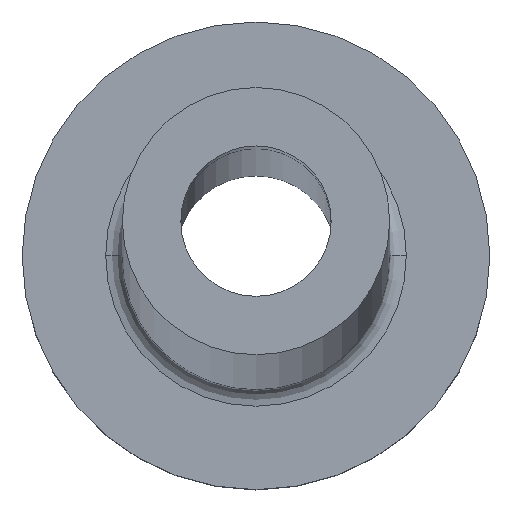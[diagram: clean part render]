
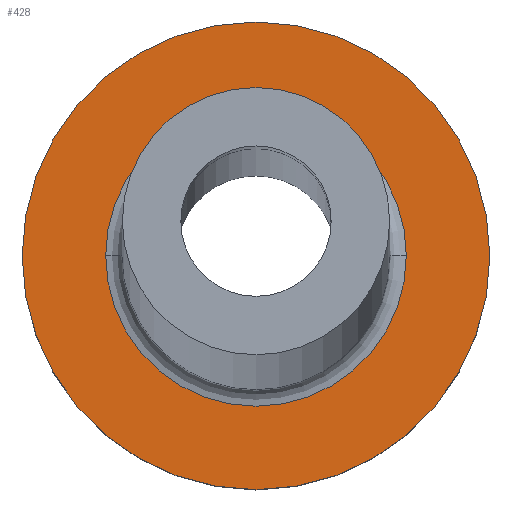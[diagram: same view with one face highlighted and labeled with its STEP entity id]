
A CAD part, top view. The second image highlights one B-rep face of the part: STEP entity #428.
In plain terms, the highlighted planar face has unit normal (0, 0, 1).
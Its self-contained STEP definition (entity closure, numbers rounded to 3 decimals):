
#23 = CIRCLE ( 'NONE', #326, 4.5 ) ;
#51 = FACE_OUTER_BOUND ( 'NONE', #200, .T. ) ;
#82 = EDGE_CURVE ( 'NONE', #378, #283, #363, .T. ) ;
#88 = CARTESIAN_POINT ( 'NONE',  ( 0., 0., 5. ) ) ;
#111 = CARTESIAN_POINT ( 'NONE',  ( 0., 0., 5. ) ) ;
#123 = PLANE ( 'NONE',  #192 ) ;
#128 = DIRECTION ( 'NONE',  ( 0., 0., -1. ) ) ;
#136 = DIRECTION ( 'NONE',  ( 0., 0., 1. ) ) ;
#155 = CARTESIAN_POINT ( 'NONE',  ( -4.5, 0., 5. ) ) ;
#156 = CIRCLE ( 'NONE', #264, 7. ) ;
#158 = AXIS2_PLACEMENT_3D ( 'NONE', #174, #321, #278 ) ;
#163 = CARTESIAN_POINT ( 'NONE',  ( 0., 0., 5. ) ) ;
#173 = VERTEX_POINT ( 'NONE', #155 ) ;
#174 = CARTESIAN_POINT ( 'NONE',  ( 0., 0., 5. ) ) ;
#175 = ORIENTED_EDGE ( 'NONE', *, *, #430, .T. ) ;
#182 = CARTESIAN_POINT ( 'NONE',  ( 7., 0., 5. ) ) ;
#192 = AXIS2_PLACEMENT_3D ( 'NONE', #88, #343, #276 ) ;
#196 = DIRECTION ( 'NONE',  ( 1., 0., 0. ) ) ;
#200 = EDGE_LOOP ( 'NONE', ( #240, #396 ) ) ;
#235 = VERTEX_POINT ( 'NONE', #367 ) ;
#240 = ORIENTED_EDGE ( 'NONE', *, *, #82, .T. ) ;
#264 = AXIS2_PLACEMENT_3D ( 'NONE', #163, #136, #443 ) ;
#268 = CARTESIAN_POINT ( 'NONE',  ( 0., 0., 5. ) ) ;
#276 = DIRECTION ( 'NONE',  ( 1., 0., 0. ) ) ;
#278 = DIRECTION ( 'NONE',  ( 1., 0., 0. ) ) ;
#283 = VERTEX_POINT ( 'NONE', #182 ) ;
#292 = CIRCLE ( 'NONE', #455, 4.5 ) ;
#296 = EDGE_CURVE ( 'NONE', #235, #173, #23, .T. ) ;
#306 = FACE_BOUND ( 'NONE', #333, .T. ) ;
#308 = CARTESIAN_POINT ( 'NONE',  ( -7., 0., 5. ) ) ;
#321 = DIRECTION ( 'NONE',  ( 0., 0., 1. ) ) ;
#326 = AXIS2_PLACEMENT_3D ( 'NONE', #111, #401, #196 ) ;
#333 = EDGE_LOOP ( 'NONE', ( #416, #175 ) ) ;
#343 = DIRECTION ( 'NONE',  ( 0., 0., 1. ) ) ;
#363 = CIRCLE ( 'NONE', #158, 7. ) ;
#367 = CARTESIAN_POINT ( 'NONE',  ( 4.5, 0., 5. ) ) ;
#378 = VERTEX_POINT ( 'NONE', #308 ) ;
#396 = ORIENTED_EDGE ( 'NONE', *, *, #426, .T. ) ;
#401 = DIRECTION ( 'NONE',  ( 0., 0., -1. ) ) ;
#415 = DIRECTION ( 'NONE',  ( 1., 0., 0. ) ) ;
#416 = ORIENTED_EDGE ( 'NONE', *, *, #296, .T. ) ;
#426 = EDGE_CURVE ( 'NONE', #283, #378, #156, .T. ) ;
#428 = ADVANCED_FACE ( 'NONE', ( #306, #51 ), #123, .T. ) ;
#430 = EDGE_CURVE ( 'NONE', #173, #235, #292, .T. ) ;
#443 = DIRECTION ( 'NONE',  ( 1., 0., 0. ) ) ;
#455 = AXIS2_PLACEMENT_3D ( 'NONE', #268, #128, #415 ) ;
